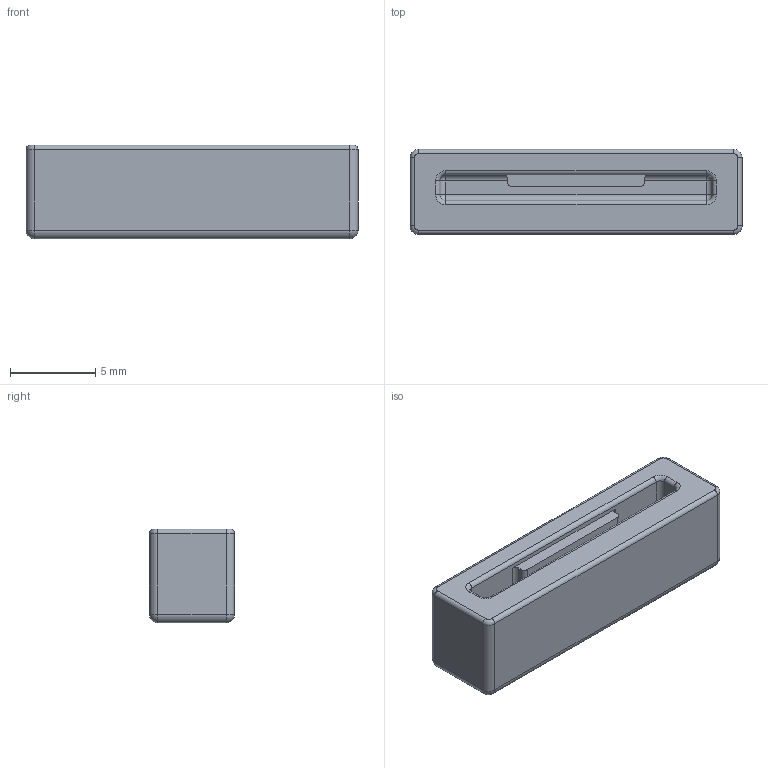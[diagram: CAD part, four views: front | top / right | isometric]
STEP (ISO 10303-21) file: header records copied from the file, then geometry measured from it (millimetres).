
FILE_DESCRIPTION(/* description */ (''),/* implementation_level */ '2;1');
FILE_NAME(/* name */ 'USKG-2_19_5mm v29.step',/* time_stamp */ '2024-02-25T14:23:04-05:00',/* author */ (''),/* organization */ (''),/* preprocessor_version */ 'ST-DEVELOPER v20',/* originating_system */ 'Autodesk Translation Framework v12.20.1.177',/* authorisation */ '');
FILE_SCHEMA (('AUTOMOTIVE_DESIGN { 1 0 10303 214 3 1 1 }'));
Length unit declared in the file: millimetre
Products named in the file (1): USKG-2_19_5mm
Bounding box: 19.5 x 5 x 5.5 mm (x, y, z)
Volume: 444.3 mm3; surface area: 584.9 mm2
Topology: 1 solids, 1 shells, 60 faces, 128 edges, 72 vertices
Faces by surface type: cylinder 28, plane 16, sphere 8, torus 4, bspline 4
Entity records: 1652 total; most frequent: DIRECTION 306, CARTESIAN_POINT 293, ORIENTED_EDGE 256, EDGE_CURVE 128, AXIS2_PLACEMENT_3D 121, VERTEX_POINT 72, LINE 64, VECTOR 64
